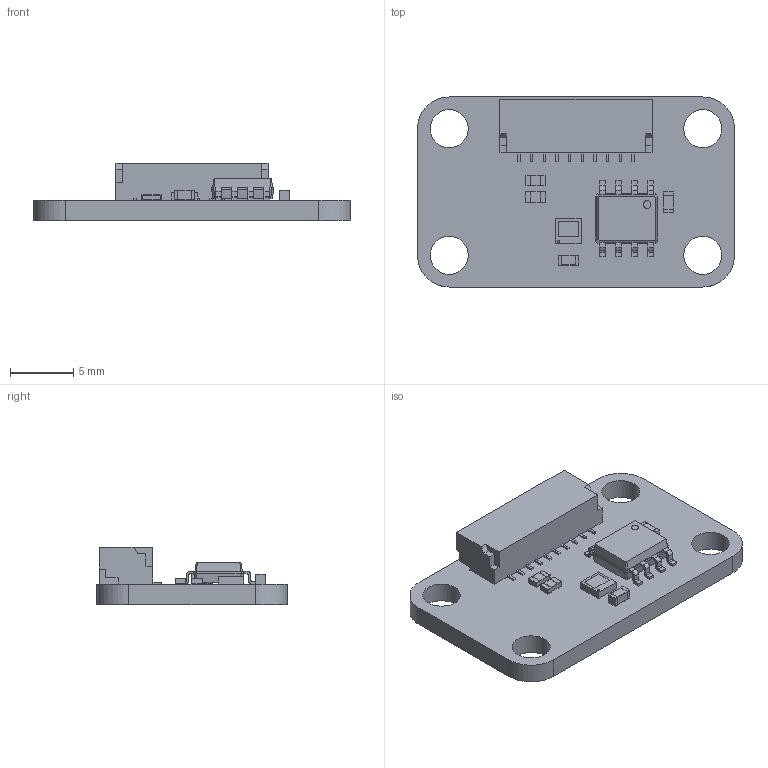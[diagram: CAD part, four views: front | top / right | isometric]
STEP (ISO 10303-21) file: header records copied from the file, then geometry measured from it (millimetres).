
FILE_DESCRIPTION(('FreeCAD Model'),'2;1');
FILE_NAME('ambient-light.step' ,'2017-08-01T14:08:30',('kicad StepUp'),('ksu MCAD'), 'Open CASCADE STEP processor 6.8','FreeCAD','Unknown');
FILE_SCHEMA(('AUTOMOTIVE_DESIGN_CC2 { 1 2 10303 214 -1 1 5 4 }'));
Length unit declared in the file: millimetre
Products named in the file (8): Pcb; R_0603_; R_0603_001; C_0603_; C_0603_001; soic_8_39x49_p127_; SM10B-SRSS_; LTR-329ALS-simple_
Bounding box: 25 x 15 x 4.5 mm (x, y, z)
Volume: 663.2 mm3; surface area: 1280.9 mm2
Topology: 8 solids, 8 shells, 450 faces, 1190 edges, 774 vertices
Faces by surface type: plane 336, cylinder 82, bspline 32
Full cylindrical faces by diameter (mm): 0.172 x1, 0.6 x1, 3 x4
Entity records: 16849 total; most frequent: CARTESIAN_POINT 2543, ORIENTED_EDGE 2380, DIRECTION 2160, EDGE_CURVE 1190, LINE 994, VECTOR 994, VERTEX_POINT 774, AXIS2_PLACEMENT_3D 583
